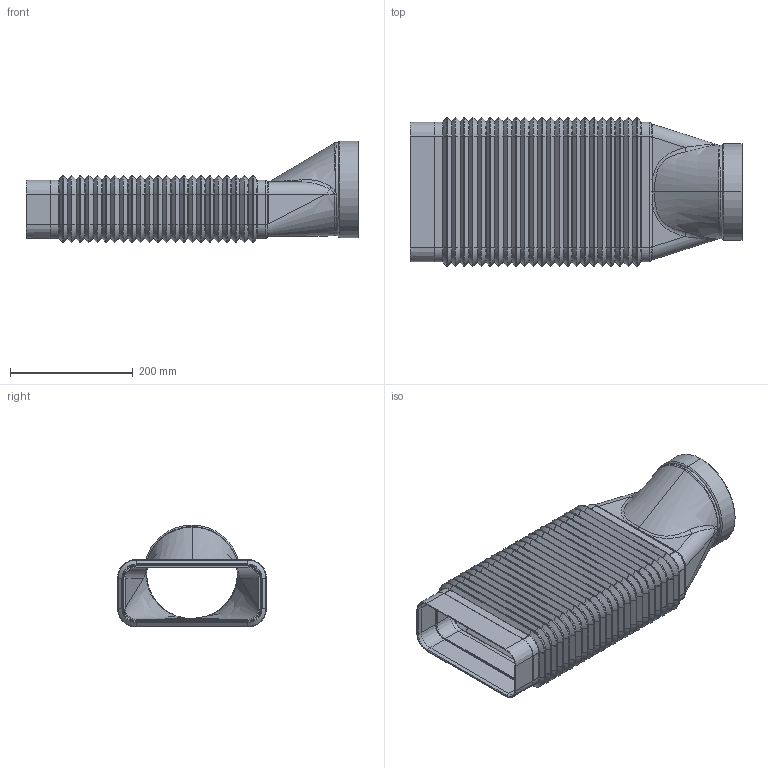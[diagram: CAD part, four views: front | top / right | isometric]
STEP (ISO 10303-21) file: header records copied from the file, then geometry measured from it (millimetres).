
FILE_DESCRIPTION(('STEP AP214'),'1');
FILE_NAME('4043043 F-RBFLEX 2 System 150 Rohrbogen.STP','2023-07-20T13:52:35',(' '),(' '),'Spatial InterOp 3D',' ',' ');
FILE_SCHEMA(('AUTOMOTIVE_DESIGN { 1 0 10303 214 1 1 1 1 }'));
Length unit declared in the file: millimetre
Products named in the file (1): 3D-Objekt
Bounding box: 541 x 243 x 166.21 mm (x, y, z)
Volume: 496384.9 mm3; surface area: 926905.2 mm2
Topology: 3 solids, 3 shells, 2192 faces, 4921 edges, 2753 vertices
Faces by surface type: torus 744, plane 576, cylinder 424, cone 400, bspline 48
Entity records: 69000 total; most frequent: CARTESIAN_POINT 18936, DIRECTION 11838, ORIENTED_EDGE 9842, EDGE_CURVE 4921, AXIS2_PLACEMENT_3D 4878, VERTEX_POINT 2753, CIRCLE 2729, EDGE_LOOP 2216
